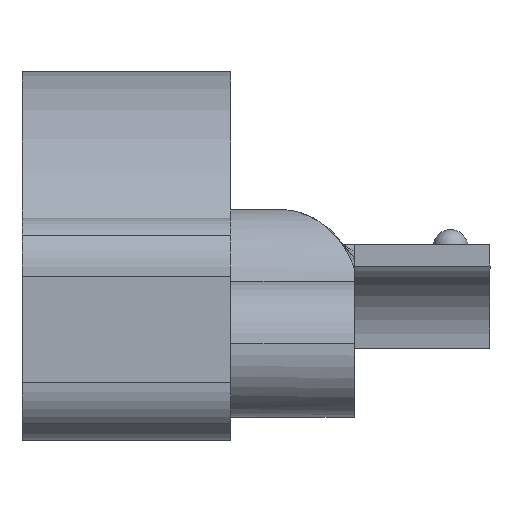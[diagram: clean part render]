
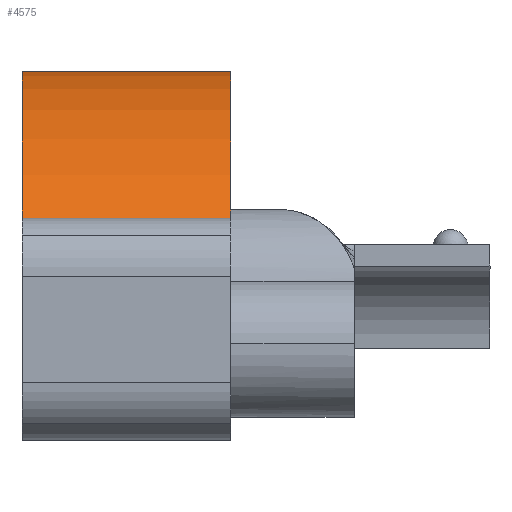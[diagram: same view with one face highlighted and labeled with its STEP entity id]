
A CAD part, left-side view. The second image highlights one B-rep face of the part: STEP entity #4575.
In plain terms, the highlighted cylindrical face has radius 21 mm (diameter 42 mm), a partial arc.
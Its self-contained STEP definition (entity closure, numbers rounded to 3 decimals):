
#657 = CARTESIAN_POINT ( 'NONE',  ( -0.149, 12.218, 0.276 ) ) ;
#729 = AXIS2_PLACEMENT_3D ( 'NONE', #2452, #1200, #1878 ) ;
#736 = CYLINDRICAL_SURFACE ( 'NONE', #5387, 21. ) ;
#839 = DIRECTION ( 'NONE',  ( 0., 1., 0. ) ) ;
#1118 = ORIENTED_EDGE ( 'NONE', *, *, #4978, .F. ) ;
#1200 = DIRECTION ( 'NONE',  ( 0., 1., 0. ) ) ;
#1839 = FACE_OUTER_BOUND ( 'NONE', #7214, .T. ) ;
#1878 = DIRECTION ( 'NONE',  ( 0., 0., 1. ) ) ;
#1919 = EDGE_CURVE ( 'NONE', #5103, #4853, #2763, .T. ) ;
#2093 = DIRECTION ( 'NONE',  ( 0., 1., 0. ) ) ;
#2333 = CARTESIAN_POINT ( 'NONE',  ( -0.149, 11.402, 21.276 ) ) ;
#2452 = CARTESIAN_POINT ( 'NONE',  ( -0.149, 22.184, 0.276 ) ) ;
#2563 = LINE ( 'NONE', #6028, #5263 ) ;
#2600 = DIRECTION ( 'NONE',  ( 0., 1., 0. ) ) ;
#2763 = CIRCLE ( 'NONE', #4244, 21. ) ;
#2819 = CIRCLE ( 'NONE', #729, 21. ) ;
#2932 = DIRECTION ( 'NONE',  ( -0.769, 0., 0.639 ) ) ;
#3253 = ORIENTED_EDGE ( 'NONE', *, *, #4585, .F. ) ;
#3699 = LINE ( 'NONE', #6751, #4651 ) ;
#3744 = ORIENTED_EDGE ( 'NONE', *, *, #1919, .T. ) ;
#4244 = AXIS2_PLACEMENT_3D ( 'NONE', #5597, #2093, #6094 ) ;
#4575 = ADVANCED_FACE ( 'NONE', ( #1839 ), #736, .T. ) ;
#4585 = EDGE_CURVE ( 'NONE', #4783, #4984, #2819, .T. ) ;
#4651 = VECTOR ( 'NONE', #2600, 1000. ) ;
#4783 = VERTEX_POINT ( 'NONE', #7385 ) ;
#4853 = VERTEX_POINT ( 'NONE', #2333 ) ;
#4978 = EDGE_CURVE ( 'NONE', #5103, #4783, #3699, .T. ) ;
#4984 = VERTEX_POINT ( 'NONE', #5565 ) ;
#4997 = EDGE_CURVE ( 'NONE', #4853, #4984, #2563, .T. ) ;
#5103 = VERTEX_POINT ( 'NONE', #5720 ) ;
#5194 = ORIENTED_EDGE ( 'NONE', *, *, #4997, .T. ) ;
#5263 = VECTOR ( 'NONE', #839, 1000. ) ;
#5387 = AXIS2_PLACEMENT_3D ( 'NONE', #657, #5998, #2932 ) ;
#5565 = CARTESIAN_POINT ( 'NONE',  ( -0.149, 22.184, 21.276 ) ) ;
#5597 = CARTESIAN_POINT ( 'NONE',  ( -0.149, 11.402, 0.276 ) ) ;
#5720 = CARTESIAN_POINT ( 'NONE',  ( -16.3, 11.402, 13.698 ) ) ;
#5998 = DIRECTION ( 'NONE',  ( 0., 1., 0. ) ) ;
#6028 = CARTESIAN_POINT ( 'NONE',  ( -0.149, 12.218, 21.276 ) ) ;
#6094 = DIRECTION ( 'NONE',  ( 0., 0., -1. ) ) ;
#6751 = CARTESIAN_POINT ( 'NONE',  ( -16.3, 12.218, 13.698 ) ) ;
#7214 = EDGE_LOOP ( 'NONE', ( #5194, #3253, #1118, #3744 ) ) ;
#7385 = CARTESIAN_POINT ( 'NONE',  ( -16.3, 22.184, 13.698 ) ) ;
